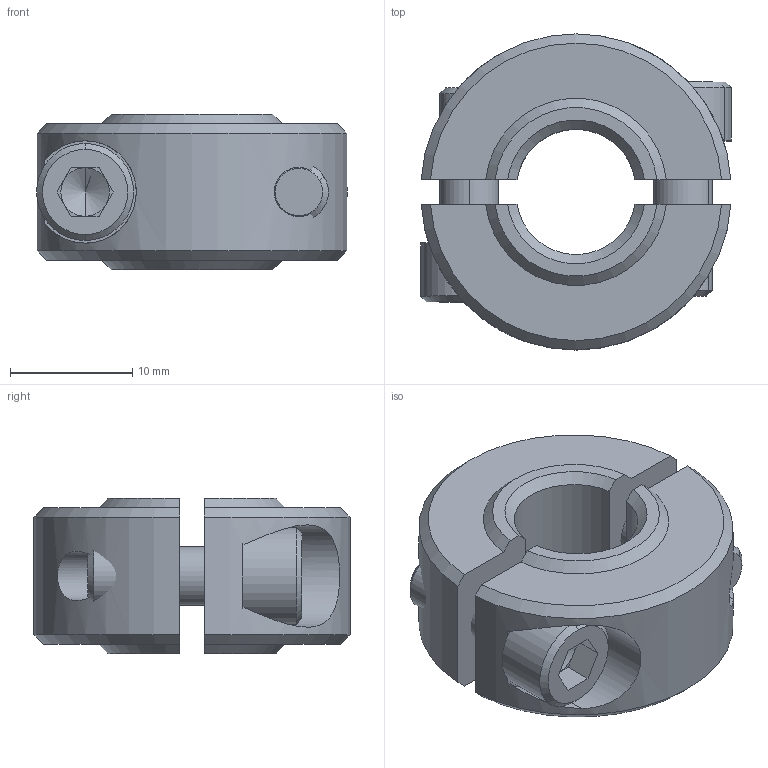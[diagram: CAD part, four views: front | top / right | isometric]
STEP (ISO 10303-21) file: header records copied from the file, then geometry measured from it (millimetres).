
FILE_DESCRIPTION (( 'STEP AP203' ), '1' );
FILE_NAME ('am-1646 375Round Collar Clamp (2 Part) Assembly.STEP', '2022-06-07T13:24:26', ( '' ), ( '' ), 'SwSTEP 2.0', 'SolidWorks 2021', '' );
FILE_SCHEMA (( 'CONFIG_CONTROL_DESIGN' ));
Length unit declared in the file: inch
Products named in the file (3): 375Round Collar Clamp Body (2 Part); 10-32x0500_shcs_HX-SHCS 0.19-32x1.375x1-C; am-1646 375Round Collar Clamp (2 Part) Assembly
Assembly tree (4 placements, depth 2):
  am-1646 375Round Collar Clamp (2 Part) Assembly
    375Round Collar Clamp Body (2 Part)  x2
    10-32x0500_shcs_HX-SHCS 0.19-32x1.375x1-C  x2
Bounding box: 25.44 x 25.88 x 12.7 mm (x, y, z)
Volume: 4603.2 mm3; surface area: 3524.7 mm2
Topology: 4 solids, 4 shells, 98 faces, 230 edges, 142 vertices
Faces by surface type: plane 44, cylinder 26, cone 24, torus 4
Entity records: 1880 total; most frequent: CARTESIAN_POINT 385, DIRECTION 251, ORIENTED_EDGE 226, EDGE_CURVE 113, AXIS2_PLACEMENT_3D 99, VERTEX_POINT 71, EDGE_LOOP 56, LINE 53
